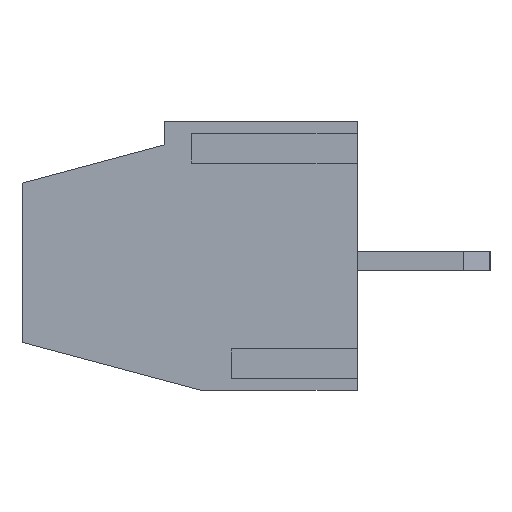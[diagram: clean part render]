
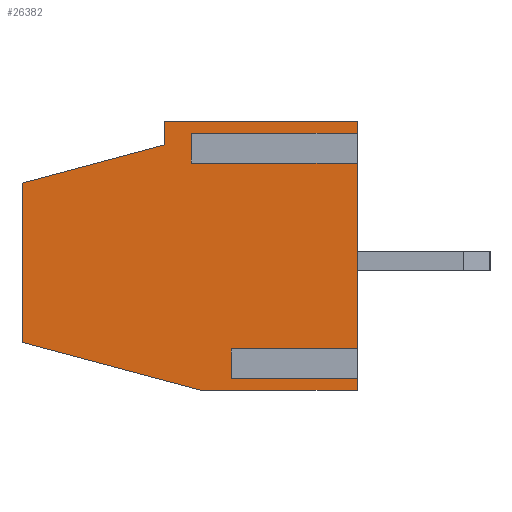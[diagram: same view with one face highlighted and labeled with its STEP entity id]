
A CAD part, left-side view. The second image highlights one B-rep face of the part: STEP entity #26382.
In plain terms, the highlighted planar face has unit normal (-1, 0, 0).
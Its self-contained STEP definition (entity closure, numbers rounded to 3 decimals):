
#70 = DIRECTION ( 'NONE',  ( 0., 0.966, 0.259 ) ) ;
#139 = VERTEX_POINT ( 'NONE', #28797 ) ;
#229 = ORIENTED_EDGE ( 'NONE', *, *, #9409, .T. ) ;
#375 = LINE ( 'NONE', #7414, #25452 ) ;
#626 = CARTESIAN_POINT ( 'NONE',  ( -2.54, 3.8, -3.368 ) ) ;
#642 = DIRECTION ( 'NONE',  ( 0., -1., 0. ) ) ;
#1518 = DIRECTION ( 'NONE',  ( 0., -1., 0. ) ) ;
#1587 = EDGE_CURVE ( 'NONE', #2729, #2570, #25925, .T. ) ;
#1653 = EDGE_CURVE ( 'NONE', #15065, #27045, #375, .T. ) ;
#1688 = CARTESIAN_POINT ( 'NONE',  ( -2.54, 0., -2.832 ) ) ;
#1806 = DIRECTION ( 'NONE',  ( 0., 0., 1. ) ) ;
#1866 = ORIENTED_EDGE ( 'NONE', *, *, #1653, .T. ) ;
#2086 = DIRECTION ( 'NONE',  ( 0., 0., 1. ) ) ;
#2464 = DIRECTION ( 'NONE',  ( 0., -1., 0. ) ) ;
#2555 = LINE ( 'NONE', #29150, #12756 ) ;
#2570 = VERTEX_POINT ( 'NONE', #21223 ) ;
#2670 = CARTESIAN_POINT ( 'NONE',  ( -2.54, 10.1, 4.2 ) ) ;
#2729 = VERTEX_POINT ( 'NONE', #17268 ) ;
#2734 = EDGE_CURVE ( 'NONE', #2729, #11486, #22617, .T. ) ;
#2885 = DIRECTION ( 'NONE',  ( 0., 0., 1. ) ) ;
#3297 = CARTESIAN_POINT ( 'NONE',  ( -2.54, 4.697, -3.9 ) ) ;
#4244 = LINE ( 'NONE', #20701, #30735 ) ;
#4450 = DIRECTION ( 'NONE',  ( 0., 0., -1. ) ) ;
#5324 = LINE ( 'NONE', #14997, #16001 ) ;
#5439 = EDGE_CURVE ( 'NONE', #2570, #14107, #5324, .T. ) ;
#5463 = DIRECTION ( 'NONE',  ( 1., 0., 0. ) ) ;
#5651 = CARTESIAN_POINT ( 'NONE',  ( -2.54, 10.1, 4.2 ) ) ;
#5734 = LINE ( 'NONE', #29678, #16195 ) ;
#6002 = CARTESIAN_POINT ( 'NONE',  ( -2.54, 5., 3.668 ) ) ;
#6054 = VECTOR ( 'NONE', #10527, 1000. ) ;
#6244 = CARTESIAN_POINT ( 'NONE',  ( -2.54, 3.8, -2.832 ) ) ;
#6296 = ORIENTED_EDGE ( 'NONE', *, *, #7582, .F. ) ;
#6586 = ORIENTED_EDGE ( 'NONE', *, *, #1587, .F. ) ;
#6656 = ORIENTED_EDGE ( 'NONE', *, *, #25222, .F. ) ;
#6721 = VERTEX_POINT ( 'NONE', #3297 ) ;
#7414 = CARTESIAN_POINT ( 'NONE',  ( -2.54, 0., 4.2 ) ) ;
#7459 = LINE ( 'NONE', #29080, #23276 ) ;
#7469 = VERTEX_POINT ( 'NONE', #6244 ) ;
#7582 = EDGE_CURVE ( 'NONE', #26004, #8564, #7459, .T. ) ;
#7802 = PLANE ( 'NONE',  #18766 ) ;
#7878 = VERTEX_POINT ( 'NONE', #8175 ) ;
#8175 = CARTESIAN_POINT ( 'NONE',  ( -2.54, 10.1, -2.452 ) ) ;
#8564 = VERTEX_POINT ( 'NONE', #11681 ) ;
#8717 = DIRECTION ( 'NONE',  ( 0., 0., -1. ) ) ;
#8980 = VECTOR ( 'NONE', #70, 1000. ) ;
#9139 = VECTOR ( 'NONE', #15167, 1000. ) ;
#9297 = ORIENTED_EDGE ( 'NONE', *, *, #15279, .T. ) ;
#9402 = VECTOR ( 'NONE', #12438, 1000. ) ;
#9409 = EDGE_CURVE ( 'NONE', #11486, #12206, #25902, .T. ) ;
#9760 = CARTESIAN_POINT ( 'NONE',  ( -2.54, 10.1, -2.452 ) ) ;
#10527 = DIRECTION ( 'NONE',  ( 0., -1., 0. ) ) ;
#10838 = CARTESIAN_POINT ( 'NONE',  ( -2.54, 0., -3.368 ) ) ;
#11486 = VERTEX_POINT ( 'NONE', #22203 ) ;
#11536 = CARTESIAN_POINT ( 'NONE',  ( -2.54, 3.8, -3.368 ) ) ;
#11681 = CARTESIAN_POINT ( 'NONE',  ( -2.54, 5.8, 4.2 ) ) ;
#11829 = DIRECTION ( 'NONE',  ( 0., 0., 1. ) ) ;
#12206 = VERTEX_POINT ( 'NONE', #13453 ) ;
#12438 = DIRECTION ( 'NONE',  ( 0., 0., 1. ) ) ;
#12756 = VECTOR ( 'NONE', #642, 1000. ) ;
#13453 = CARTESIAN_POINT ( 'NONE',  ( -2.54, 0., 4.2 ) ) ;
#13692 = EDGE_CURVE ( 'NONE', #6721, #15065, #16985, .T. ) ;
#14107 = VERTEX_POINT ( 'NONE', #16070 ) ;
#14319 = CARTESIAN_POINT ( 'NONE',  ( -2.54, 10.1, -3.9 ) ) ;
#14688 = LINE ( 'NONE', #626, #17130 ) ;
#14997 = CARTESIAN_POINT ( 'NONE',  ( -2.54, 5., 3.132 ) ) ;
#15065 = VERTEX_POINT ( 'NONE', #22687 ) ;
#15167 = DIRECTION ( 'NONE',  ( 0., -1., 0. ) ) ;
#15279 = EDGE_CURVE ( 'NONE', #29565, #7469, #24402, .T. ) ;
#16001 = VECTOR ( 'NONE', #21934, 1000. ) ;
#16070 = CARTESIAN_POINT ( 'NONE',  ( -2.54, 0., 3.132 ) ) ;
#16195 = VECTOR ( 'NONE', #27371, 1000. ) ;
#16280 = EDGE_CURVE ( 'NONE', #6721, #7878, #21690, .T. ) ;
#16432 = ORIENTED_EDGE ( 'NONE', *, *, #2734, .T. ) ;
#16476 = CARTESIAN_POINT ( 'NONE',  ( -2.54, 10.1, 4.2 ) ) ;
#16937 = ORIENTED_EDGE ( 'NONE', *, *, #28101, .T. ) ;
#16985 = LINE ( 'NONE', #14319, #27476 ) ;
#17130 = VECTOR ( 'NONE', #1518, 1000. ) ;
#17244 = ORIENTED_EDGE ( 'NONE', *, *, #16280, .F. ) ;
#17268 = CARTESIAN_POINT ( 'NONE',  ( -2.54, 5., 3.668 ) ) ;
#17507 = ORIENTED_EDGE ( 'NONE', *, *, #5439, .F. ) ;
#18058 = ORIENTED_EDGE ( 'NONE', *, *, #20150, .T. ) ;
#18221 = EDGE_CURVE ( 'NONE', #8564, #12206, #22577, .T. ) ;
#18766 = AXIS2_PLACEMENT_3D ( 'NONE', #2670, #5463, #8717 ) ;
#18794 = DIRECTION ( 'NONE',  ( 0., 0., 1. ) ) ;
#19035 = EDGE_CURVE ( 'NONE', #7878, #139, #25927, .T. ) ;
#19520 = CARTESIAN_POINT ( 'NONE',  ( -2.54, 3.8, -3.368 ) ) ;
#20117 = ORIENTED_EDGE ( 'NONE', *, *, #22624, .F. ) ;
#20150 = EDGE_CURVE ( 'NONE', #7469, #25631, #2555, .T. ) ;
#20701 = CARTESIAN_POINT ( 'NONE',  ( -2.54, 0., 4.2 ) ) ;
#20776 = CARTESIAN_POINT ( 'NONE',  ( -2.54, 5.8, 3.5 ) ) ;
#20920 = CARTESIAN_POINT ( 'NONE',  ( -2.54, 5., 3.668 ) ) ;
#21223 = CARTESIAN_POINT ( 'NONE',  ( -2.54, 5., 3.132 ) ) ;
#21690 = LINE ( 'NONE', #9760, #8980 ) ;
#21934 = DIRECTION ( 'NONE',  ( 0., -1., 0. ) ) ;
#22203 = CARTESIAN_POINT ( 'NONE',  ( -2.54, 0., 3.668 ) ) ;
#22577 = LINE ( 'NONE', #5651, #9139 ) ;
#22617 = LINE ( 'NONE', #6002, #6054 ) ;
#22624 = EDGE_CURVE ( 'NONE', #29565, #27045, #14688, .T. ) ;
#22687 = CARTESIAN_POINT ( 'NONE',  ( -2.54, 0., -3.9 ) ) ;
#23276 = VECTOR ( 'NONE', #11829, 1000. ) ;
#23286 = EDGE_LOOP ( 'NONE', ( #20117, #9297, #18058, #16937, #17507, #6586, #16432, #229, #25010, #6296, #6656, #23356, #17244, #29793, #1866 ) ) ;
#23356 = ORIENTED_EDGE ( 'NONE', *, *, #19035, .F. ) ;
#23555 = CARTESIAN_POINT ( 'NONE',  ( -2.54, 0., 4.2 ) ) ;
#24402 = LINE ( 'NONE', #19520, #9402 ) ;
#25010 = ORIENTED_EDGE ( 'NONE', *, *, #18221, .F. ) ;
#25222 = EDGE_CURVE ( 'NONE', #139, #26004, #5734, .T. ) ;
#25241 = VECTOR ( 'NONE', #1806, 1000. ) ;
#25452 = VECTOR ( 'NONE', #2885, 1000. ) ;
#25631 = VERTEX_POINT ( 'NONE', #1688 ) ;
#25902 = LINE ( 'NONE', #23555, #30326 ) ;
#25925 = LINE ( 'NONE', #20920, #28460 ) ;
#25927 = LINE ( 'NONE', #16476, #25241 ) ;
#26004 = VERTEX_POINT ( 'NONE', #20776 ) ;
#26382 = ADVANCED_FACE ( 'NONE', ( #29118 ), #7802, .F. ) ;
#27045 = VERTEX_POINT ( 'NONE', #10838 ) ;
#27371 = DIRECTION ( 'NONE',  ( 0., -0.966, 0.259 ) ) ;
#27476 = VECTOR ( 'NONE', #2464, 1000. ) ;
#28101 = EDGE_CURVE ( 'NONE', #25631, #14107, #4244, .T. ) ;
#28460 = VECTOR ( 'NONE', #4450, 1000. ) ;
#28797 = CARTESIAN_POINT ( 'NONE',  ( -2.54, 10.1, 2.348 ) ) ;
#29080 = CARTESIAN_POINT ( 'NONE',  ( -2.54, 5.8, 3.5 ) ) ;
#29118 = FACE_OUTER_BOUND ( 'NONE', #23286, .T. ) ;
#29150 = CARTESIAN_POINT ( 'NONE',  ( -2.54, 3.8, -2.832 ) ) ;
#29565 = VERTEX_POINT ( 'NONE', #11536 ) ;
#29678 = CARTESIAN_POINT ( 'NONE',  ( -2.54, 10.1, 2.348 ) ) ;
#29793 = ORIENTED_EDGE ( 'NONE', *, *, #13692, .T. ) ;
#30326 = VECTOR ( 'NONE', #2086, 1000. ) ;
#30735 = VECTOR ( 'NONE', #18794, 1000. ) ;
